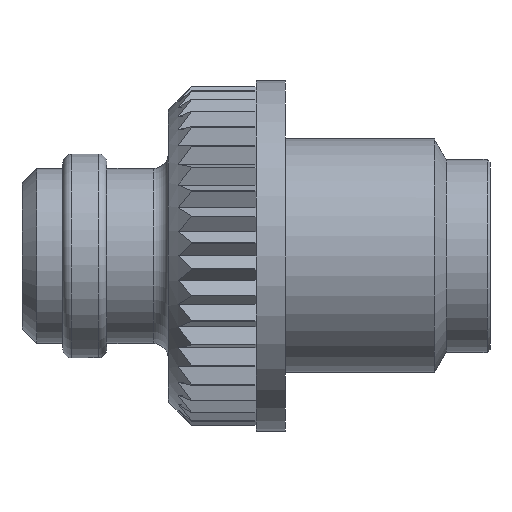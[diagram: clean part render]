
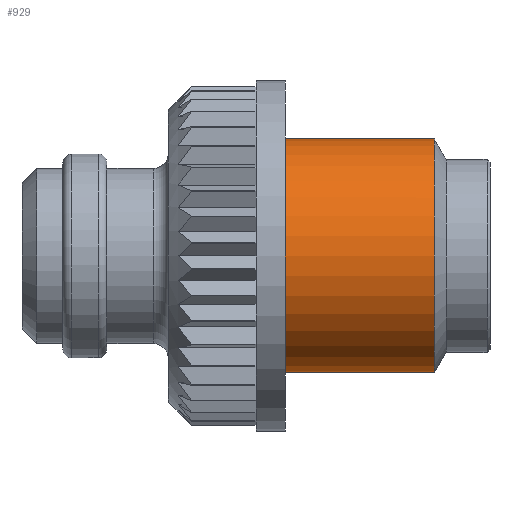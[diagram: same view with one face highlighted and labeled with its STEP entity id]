
A CAD part, front view. The second image highlights one B-rep face of the part: STEP entity #929.
In plain terms, the highlighted cylindrical face has radius 4 mm (diameter 8 mm), a full revolution.
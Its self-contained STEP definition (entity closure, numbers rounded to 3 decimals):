
#929=ADVANCED_FACE('',(#1175,#1176),#1110,.T.);
#1110=CYLINDRICAL_SURFACE('',#3295,4.);
#1175=FACE_BOUND('',#1223,.T.);
#1176=FACE_BOUND('',#1224,.T.);
#1223=EDGE_LOOP('',(#1429));
#1224=EDGE_LOOP('',(#1430));
#1429=ORIENTED_EDGE('',*,*,#2674,.T.);
#1430=ORIENTED_EDGE('',*,*,#2675,.T.);
#2363=VERTEX_POINT('',#4529);
#2364=VERTEX_POINT('',#4531);
#2674=EDGE_CURVE('',#2363,#2363,#3141,.T.);
#2675=EDGE_CURVE('',#2364,#2364,#3142,.T.);
#3141=CIRCLE('',#3293,4.);
#3142=CIRCLE('',#3294,4.);
#3293=AXIS2_PLACEMENT_3D('',#4528,#3627,#3628);
#3294=AXIS2_PLACEMENT_3D('',#4530,#3629,#3630);
#3295=AXIS2_PLACEMENT_3D('',#4532,#3631,#3632);
#3627=DIRECTION('',(-1.,0.,0.));
#3628=DIRECTION('',(0.,0.,-1.));
#3629=DIRECTION('',(1.,0.,0.));
#3630=DIRECTION('',(0.,0.,-1.));
#3631=DIRECTION('',(1.,0.,0.));
#3632=DIRECTION('',(0.,0.,-1.));
#4528=CARTESIAN_POINT('',(14.096,0.,0.));
#4529=CARTESIAN_POINT('',(14.096,0.,-4.));
#4530=CARTESIAN_POINT('',(9.,0.,0.));
#4531=CARTESIAN_POINT('',(9.,0.,-4.));
#4532=CARTESIAN_POINT('',(9.,0.,0.));
